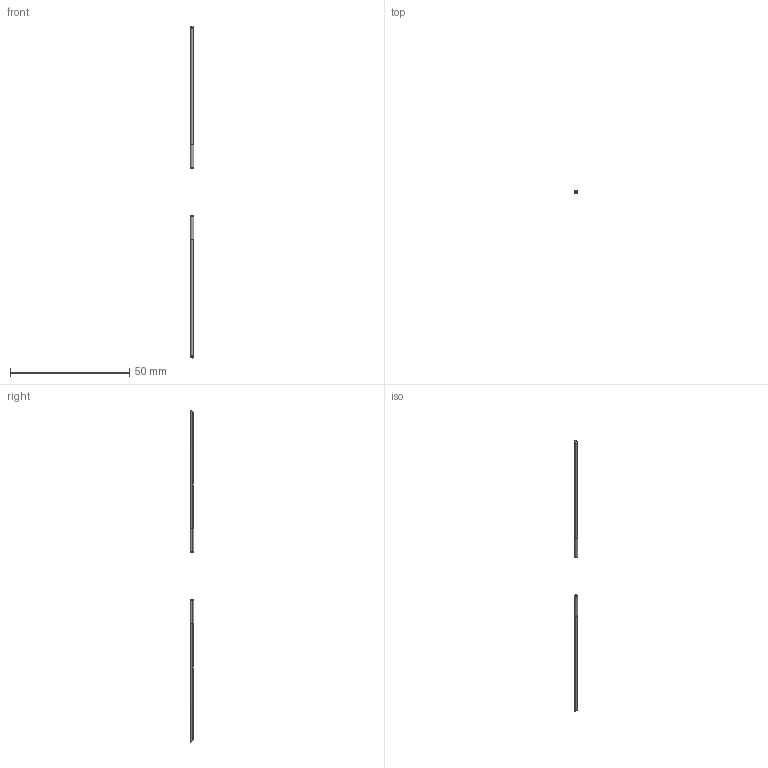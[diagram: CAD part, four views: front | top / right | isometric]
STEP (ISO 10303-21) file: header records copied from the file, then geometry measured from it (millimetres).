
FILE_DESCRIPTION (( 'STEP AP203' ), '1' );
FILE_NAME ('59-K.STEP', '2022-11-24T03:09:32', ( 'PC' ), ( 'Microsoft' ), 'SwSTEP 2.0', 'SolidWorks 2020', '' );
FILE_SCHEMA (( 'CONFIG_CONTROL_DESIGN' ));
Length unit declared in the file: millimetre
Products named in the file (1): 59-K
Bounding box: 1.5 x 1.5 x 139.41 mm (x, y, z)
Volume: 112.6 mm3; surface area: 410.6 mm2
Topology: 2 solids, 2 shells, 42 faces, 80 edges, 52 vertices
Faces by surface type: cylinder 24, plane 14, cone 4
Entity records: 1155 total; most frequent: DIRECTION 210, CARTESIAN_POINT 187, ORIENTED_EDGE 160, AXIS2_PLACEMENT_3D 91, EDGE_CURVE 80, EDGE_LOOP 52, VERTEX_POINT 52, CIRCLE 48
